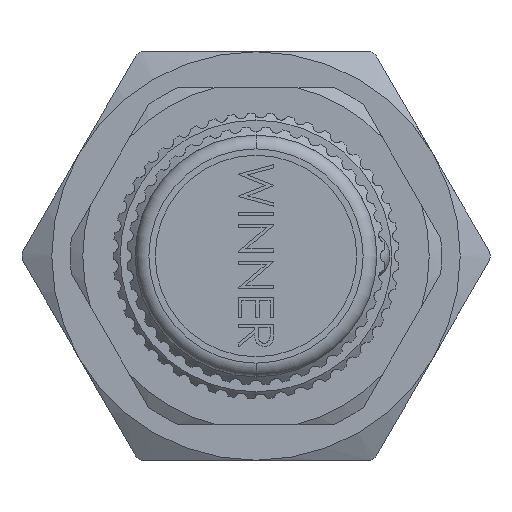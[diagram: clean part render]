
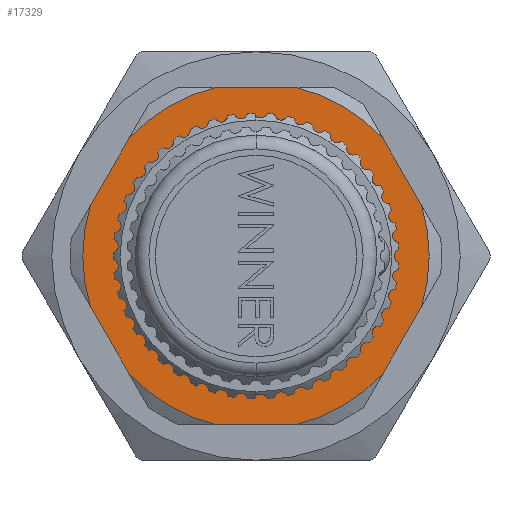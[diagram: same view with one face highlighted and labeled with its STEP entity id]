
A CAD part, left-side view. The second image highlights one B-rep face of the part: STEP entity #17329.
In plain terms, the highlighted planar face has unit normal (-1, 0, 0).
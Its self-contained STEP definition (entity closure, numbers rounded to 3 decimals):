
#247 = CARTESIAN_POINT ( 'NONE',  ( -12.6, 32.909, 19. ) ) ;
#431 = CIRCLE ( 'NONE', #7736, 6.875 ) ;
#1144 = DIRECTION ( 'NONE',  ( -1., 0., 0. ) ) ;
#1500 = ORIENTED_EDGE ( 'NONE', *, *, #28327, .F. ) ;
#1617 = CIRCLE ( 'NONE', #23787, 19.5 ) ;
#2219 = DIRECTION ( 'NONE',  ( 1., 0., 0. ) ) ;
#2493 = DIRECTION ( 'NONE',  ( 0., -0.5, 0.866 ) ) ;
#2940 = EDGE_CURVE ( 'NONE', #6826, #21740, #23035, .T. ) ;
#3083 = PLANE ( 'NONE',  #23006 ) ;
#3092 = CARTESIAN_POINT ( 'NONE',  ( -12.6, -4.387, 19. ) ) ;
#3097 = LINE ( 'NONE', #17779, #8125 ) ;
#3348 = ORIENTED_EDGE ( 'NONE', *, *, #11780, .F. ) ;
#4214 = CARTESIAN_POINT ( 'NONE',  ( -12.6, 14.261, 13.3 ) ) ;
#4371 = VECTOR ( 'NONE', #27879, 1000. ) ;
#4998 = AXIS2_PLACEMENT_3D ( 'NONE', #33256, #1144, #24064 ) ;
#5989 = VERTEX_POINT ( 'NONE', #31528 ) ;
#6085 = ORIENTED_EDGE ( 'NONE', *, *, #25173, .F. ) ;
#6094 = DIRECTION ( 'NONE',  ( 0., 0., -1. ) ) ;
#6285 = FACE_BOUND ( 'NONE', #24293, .T. ) ;
#6315 = ORIENTED_EDGE ( 'NONE', *, *, #2940, .F. ) ;
#6491 = ORIENTED_EDGE ( 'NONE', *, *, #20370, .F. ) ;
#6542 = CARTESIAN_POINT ( 'NONE',  ( -12.6, 0., 0. ) ) ;
#6592 = ORIENTED_EDGE ( 'NONE', *, *, #9771, .T. ) ;
#6826 = VERTEX_POINT ( 'NONE', #9358 ) ;
#7191 = CARTESIAN_POINT ( 'NONE',  ( -12.6, 4.387, 19. ) ) ;
#7433 = CIRCLE ( 'NONE', #11964, 19.5 ) ;
#7736 = AXIS2_PLACEMENT_3D ( 'NONE', #18023, #32638, #9135 ) ;
#8125 = VECTOR ( 'NONE', #26385, 1000. ) ;
#8347 = DIRECTION ( 'NONE',  ( 0., 0., -1. ) ) ;
#8482 = VECTOR ( 'NONE', #25746, 1000. ) ;
#8682 = EDGE_CURVE ( 'NONE', #21740, #28384, #33190, .T. ) ;
#8818 = CARTESIAN_POINT ( 'NONE',  ( -12.6, 21.939, 0. ) ) ;
#8836 = LINE ( 'NONE', #8818, #19720 ) ;
#9133 = DIRECTION ( 'NONE',  ( 0., 0., -1. ) ) ;
#9135 = DIRECTION ( 'NONE',  ( 0., 0., -1. ) ) ;
#9275 = DIRECTION ( 'NONE',  ( 0., 0., -1. ) ) ;
#9323 = EDGE_CURVE ( 'NONE', #18569, #15236, #22629, .T. ) ;
#9358 = CARTESIAN_POINT ( 'NONE',  ( -12.6, 4.387, -19. ) ) ;
#9697 = ORIENTED_EDGE ( 'NONE', *, *, #30538, .F. ) ;
#9771 = EDGE_CURVE ( 'NONE', #18569, #29647, #36778, .T. ) ;
#11780 = EDGE_CURVE ( 'NONE', #17314, #23029, #33950, .T. ) ;
#11964 = AXIS2_PLACEMENT_3D ( 'NONE', #28653, #31640, #8347 ) ;
#12219 = DIRECTION ( 'NONE',  ( 0., 0., -1. ) ) ;
#12267 = FACE_OUTER_BOUND ( 'NONE', #30878, .T. ) ;
#12299 = CARTESIAN_POINT ( 'NONE',  ( -12.6, -18.648, -5.7 ) ) ;
#12333 = VERTEX_POINT ( 'NONE', #32912 ) ;
#12556 = EDGE_CURVE ( 'NONE', #12333, #22881, #7433, .T. ) ;
#12810 = CARTESIAN_POINT ( 'NONE',  ( -12.6, 10.97, -19. ) ) ;
#12944 = VERTEX_POINT ( 'NONE', #29661 ) ;
#13225 = LINE ( 'NONE', #20363, #23251 ) ;
#13992 = CARTESIAN_POINT ( 'NONE',  ( -12.6, 10.97, 19. ) ) ;
#14216 = ORIENTED_EDGE ( 'NONE', *, *, #36652, .F. ) ;
#14744 = DIRECTION ( 'NONE',  ( 1., 0., 0. ) ) ;
#15236 = VERTEX_POINT ( 'NONE', #3092 ) ;
#15730 = CARTESIAN_POINT ( 'NONE',  ( -12.6, 18.648, -5.7 ) ) ;
#16532 = AXIS2_PLACEMENT_3D ( 'NONE', #26629, #29436, #9133 ) ;
#16817 = CARTESIAN_POINT ( 'NONE',  ( -12.6, 0., 0. ) ) ;
#16860 = AXIS2_PLACEMENT_3D ( 'NONE', #33755, #31265, #19039 ) ;
#17194 = DIRECTION ( 'NONE',  ( 0., 0.5, -0.866 ) ) ;
#17314 = VERTEX_POINT ( 'NONE', #19921 ) ;
#17315 = EDGE_CURVE ( 'NONE', #5989, #12333, #3097, .T. ) ;
#17329 = ADVANCED_FACE ( 'NONE', ( #6285, #12267 ), #3083, .F. ) ;
#17779 = CARTESIAN_POINT ( 'NONE',  ( -12.6, -10.97, 19. ) ) ;
#17838 = DIRECTION ( 'NONE',  ( 1., 0., 0. ) ) ;
#18023 = CARTESIAN_POINT ( 'NONE',  ( -12.6, 0., 0. ) ) ;
#18569 = VERTEX_POINT ( 'NONE', #7191 ) ;
#18724 = EDGE_CURVE ( 'NONE', #12944, #6826, #22734, .T. ) ;
#19039 = DIRECTION ( 'NONE',  ( 0., 0., 1. ) ) ;
#19720 = VECTOR ( 'NONE', #2493, 1000. ) ;
#19921 = CARTESIAN_POINT ( 'NONE',  ( -12.6, 0., 6.875 ) ) ;
#20363 = CARTESIAN_POINT ( 'NONE',  ( -12.6, -21.939, 0. ) ) ;
#20370 = EDGE_CURVE ( 'NONE', #28384, #34401, #1617, .T. ) ;
#20657 = CIRCLE ( 'NONE', #25233, 19.5 ) ;
#21587 = ORIENTED_EDGE ( 'NONE', *, *, #36825, .F. ) ;
#21700 = CARTESIAN_POINT ( 'NONE',  ( -12.6, 18.648, 5.7 ) ) ;
#21740 = VERTEX_POINT ( 'NONE', #30740 ) ;
#22629 = LINE ( 'NONE', #13992, #8482 ) ;
#22717 = DIRECTION ( 'NONE',  ( 0., 0., -1. ) ) ;
#22734 = LINE ( 'NONE', #35605, #33691 ) ;
#22881 = VERTEX_POINT ( 'NONE', #12299 ) ;
#22939 = ORIENTED_EDGE ( 'NONE', *, *, #18724, .F. ) ;
#23006 = AXIS2_PLACEMENT_3D ( 'NONE', #247, #14744, #9275 ) ;
#23029 = VERTEX_POINT ( 'NONE', #23093 ) ;
#23035 = CIRCLE ( 'NONE', #16532, 19.5 ) ;
#23093 = CARTESIAN_POINT ( 'NONE',  ( -12.6, 0., -6.875 ) ) ;
#23251 = VECTOR ( 'NONE', #17194, 1000. ) ;
#23787 = AXIS2_PLACEMENT_3D ( 'NONE', #6542, #24187, #12219 ) ;
#24064 = DIRECTION ( 'NONE',  ( 0., 0., -1. ) ) ;
#24187 = DIRECTION ( 'NONE',  ( 1., 0., 0. ) ) ;
#24293 = EDGE_LOOP ( 'NONE', ( #1500, #3348 ) ) ;
#24804 = ORIENTED_EDGE ( 'NONE', *, *, #17315, .F. ) ;
#24874 = ORIENTED_EDGE ( 'NONE', *, *, #9323, .F. ) ;
#25173 = EDGE_CURVE ( 'NONE', #33823, #12944, #33222, .T. ) ;
#25233 = AXIS2_PLACEMENT_3D ( 'NONE', #16817, #2219, #22717 ) ;
#25746 = DIRECTION ( 'NONE',  ( 0., -1., 0. ) ) ;
#26385 = DIRECTION ( 'NONE',  ( 0., -0.5, -0.866 ) ) ;
#26629 = CARTESIAN_POINT ( 'NONE',  ( -12.6, 0., 0. ) ) ;
#27879 = DIRECTION ( 'NONE',  ( 0., 0.5, 0.866 ) ) ;
#28327 = EDGE_CURVE ( 'NONE', #23029, #17314, #431, .T. ) ;
#28384 = VERTEX_POINT ( 'NONE', #15730 ) ;
#28653 = CARTESIAN_POINT ( 'NONE',  ( -12.6, 0., 0. ) ) ;
#29436 = DIRECTION ( 'NONE',  ( 1., 0., 0. ) ) ;
#29647 = VERTEX_POINT ( 'NONE', #4214 ) ;
#29661 = CARTESIAN_POINT ( 'NONE',  ( -12.6, -4.387, -19. ) ) ;
#30538 = EDGE_CURVE ( 'NONE', #22881, #33823, #13225, .T. ) ;
#30740 = CARTESIAN_POINT ( 'NONE',  ( -12.6, 14.261, -13.3 ) ) ;
#30878 = EDGE_LOOP ( 'NONE', ( #6315, #22939, #6085, #9697, #34788, #24804, #14216, #24874, #6592, #21587, #6491, #33097 ) ) ;
#31265 = DIRECTION ( 'NONE',  ( -1., 0., 0. ) ) ;
#31528 = CARTESIAN_POINT ( 'NONE',  ( -12.6, -14.261, 13.3 ) ) ;
#31640 = DIRECTION ( 'NONE',  ( 1., 0., 0. ) ) ;
#32638 = DIRECTION ( 'NONE',  ( -1., 0., 0. ) ) ;
#32912 = CARTESIAN_POINT ( 'NONE',  ( -12.6, -18.648, 5.7 ) ) ;
#33097 = ORIENTED_EDGE ( 'NONE', *, *, #8682, .F. ) ;
#33190 = LINE ( 'NONE', #12810, #4371 ) ;
#33222 = CIRCLE ( 'NONE', #36605, 19.5 ) ;
#33256 = CARTESIAN_POINT ( 'NONE',  ( -12.6, 0., 0. ) ) ;
#33691 = VECTOR ( 'NONE', #35486, 1000. ) ;
#33755 = CARTESIAN_POINT ( 'NONE',  ( -12.6, 0., 0. ) ) ;
#33823 = VERTEX_POINT ( 'NONE', #37679 ) ;
#33950 = CIRCLE ( 'NONE', #4998, 6.875 ) ;
#34401 = VERTEX_POINT ( 'NONE', #21700 ) ;
#34788 = ORIENTED_EDGE ( 'NONE', *, *, #12556, .F. ) ;
#35204 = CARTESIAN_POINT ( 'NONE',  ( -12.6, 0., 0. ) ) ;
#35486 = DIRECTION ( 'NONE',  ( 0., 1., 0. ) ) ;
#35605 = CARTESIAN_POINT ( 'NONE',  ( -12.6, -10.97, -19. ) ) ;
#36605 = AXIS2_PLACEMENT_3D ( 'NONE', #35204, #17838, #6094 ) ;
#36652 = EDGE_CURVE ( 'NONE', #15236, #5989, #20657, .T. ) ;
#36778 = CIRCLE ( 'NONE', #16860, 19.5 ) ;
#36825 = EDGE_CURVE ( 'NONE', #34401, #29647, #8836, .T. ) ;
#37679 = CARTESIAN_POINT ( 'NONE',  ( -12.6, -14.261, -13.3 ) ) ;
